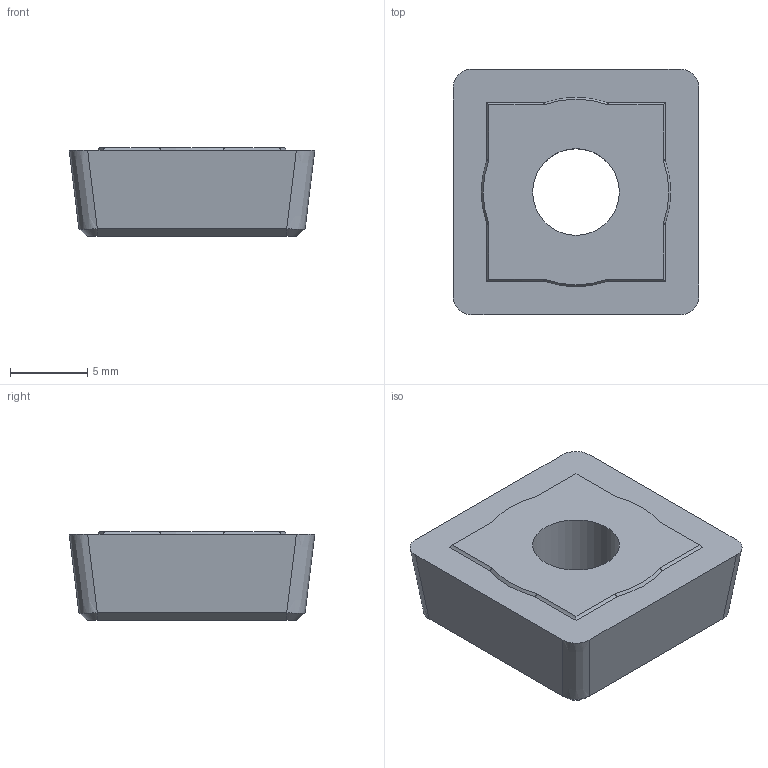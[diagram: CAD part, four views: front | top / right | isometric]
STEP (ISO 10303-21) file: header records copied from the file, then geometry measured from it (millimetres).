
FILE_DESCRIPTION(/* description */ (''),/* implementation_level */ '2;1');
FILE_NAME(/* name */ 'SCET150512_SD_115005538ndi000_00_SIM.stp',/* time_stamp */ '2021-03-30T11:04:46+02:00',/* author */ (''),/* organization */ (''),/* preprocessor_version */ 'ST-DEVELOPER v16.7',/* originating_system */ 'SIEMENS PLM Software NX 12.0',/* authorisation */ '');
FILE_SCHEMA (('AUTOMOTIVE_DESIGN { 1 0 10303 214 3 1 1 1 }'));
Length unit declared in the file: millimetre
Products named in the file (1): fo342E4435FErobz
Bounding box: 15.88 x 15.88 x 5.75 mm (x, y, z)
Volume: 1153.6 mm3; surface area: 830.9 mm2
Topology: 1 solids, 1 shells, 32 faces, 87 edges, 58 vertices
Faces by surface type: plane 11, cylinder 9, bspline 8, cone 4
Full cylindrical faces by diameter (mm): 5.6 x1
Entity records: 1176 total; most frequent: CARTESIAN_POINT 429, ORIENTED_EDGE 172, DIRECTION 110, EDGE_CURVE 86, VERTEX_POINT 58, AXIS2_PLACEMENT_3D 39, B_SPLINE_CURVE_WITH_KNOTS 36, EDGE_LOOP 36
